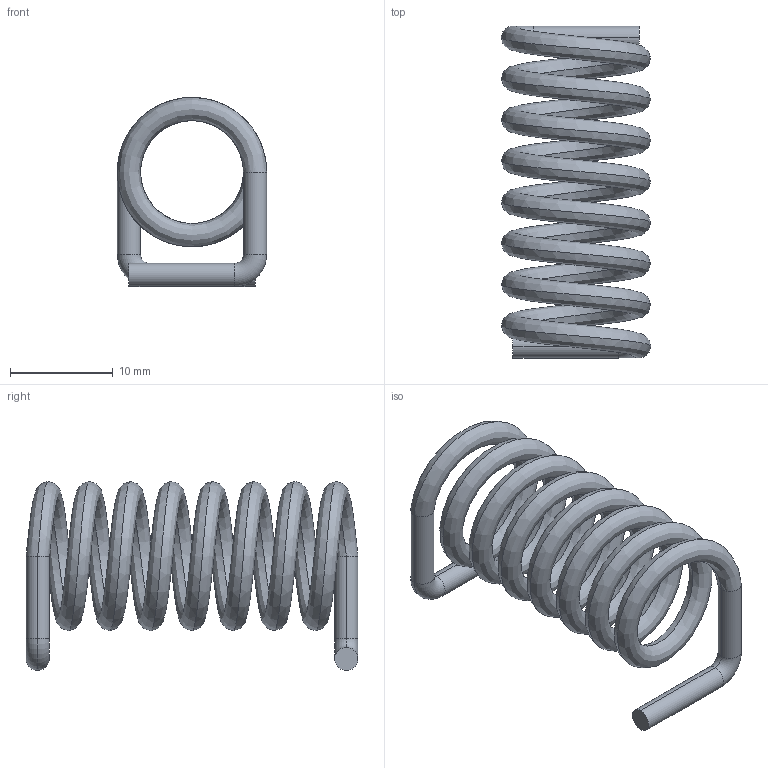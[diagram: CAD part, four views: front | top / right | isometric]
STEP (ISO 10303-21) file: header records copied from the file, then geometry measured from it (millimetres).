
FILE_DESCRIPTION (( 'STEP AP214' ), '1' );
FILE_NAME ('Inductor 8T.STEP', '2021-11-13T11:11:27', ( '' ), ( '' ), 'SwSTEP 2.0', 'SolidWorks 2021', '' );
FILE_SCHEMA (( 'AUTOMOTIVE_DESIGN' ));
Length unit declared in the file: millimetre
Products named in the file (1): Inductor 8T
Bounding box: 14.52 x 32.26 x 18.39 mm (x, y, z)
Volume: 1330.1 mm3; surface area: 2367.1 mm2
Topology: 1 solids, 1 shells, 16 faces, 30 edges, 16 vertices
Faces by surface type: cylinder 8, torus 4, bspline 2, plane 2
Entity records: 3310 total; most frequent: CARTESIAN_POINT 2955, DIRECTION 78, ORIENTED_EDGE 60, AXIS2_PLACEMENT_3D 35, EDGE_CURVE 30, CIRCLE 20, FACE_OUTER_BOUND 16, EDGE_LOOP 16
